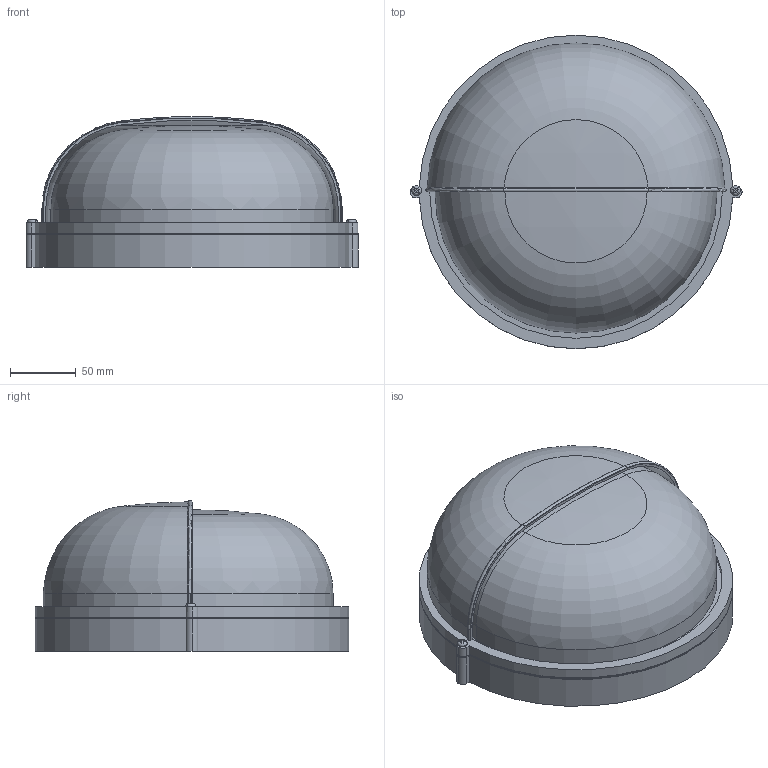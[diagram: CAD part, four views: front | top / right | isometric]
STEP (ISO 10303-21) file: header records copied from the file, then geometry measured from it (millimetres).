
FILE_DESCRIPTION (( 'STEP AP214' ), '1' );
FILE_NAME ('LNPP0-1103-1-100-K02 Ñâåòèëüíèê ÍÏÏ1103 ÷åðíûé_êðóã ï_ñôåðà 100Âò IP54 ÈÝÊ.STEP', '2017-06-23T07:43:13', ( '' ), ( '' ), 'SwSTEP 2.0', 'SolidWorks 2014', '' );
FILE_SCHEMA (( 'AUTOMOTIVE_DESIGN' ));
Length unit declared in the file: millimetre
Products named in the file (1): LNPP0-1103-1-100-K02 Ñâåòèëüíèê ÍÏÏ1103 ÷åðíûé_êðóã ï_ñôåðà 100Âò IP54  ÈÝÊ
Bounding box: 253 x 239 x 114.99 mm (x, y, z)
Volume: 3362416.5 mm3; surface area: 228692.7 mm2
Topology: 1 solids, 1 shells, 135 faces, 336 edges, 215 vertices
Faces by surface type: plane 62, cylinder 43, torus 22, sphere 4, bspline 4
Entity records: 4486 total; most frequent: CARTESIAN_POINT 1183, DIRECTION 714, ORIENTED_EDGE 672, EDGE_CURVE 336, AXIS2_PLACEMENT_3D 282, VERTEX_POINT 215, CIRCLE 150, LINE 150
